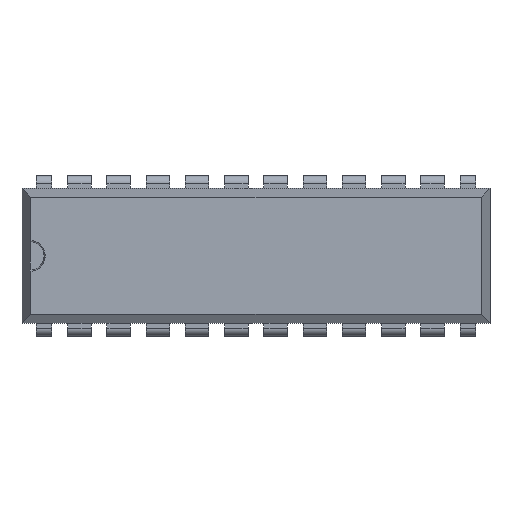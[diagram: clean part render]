
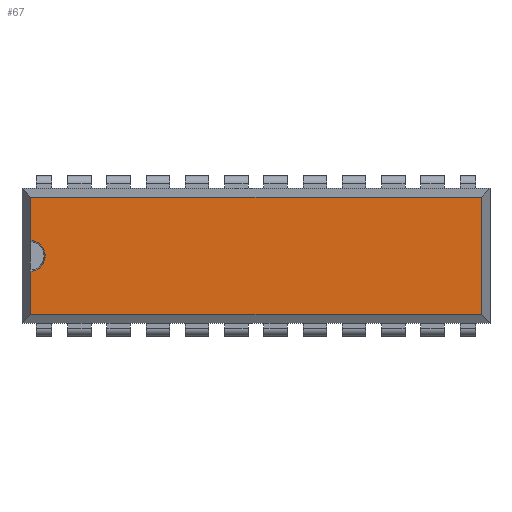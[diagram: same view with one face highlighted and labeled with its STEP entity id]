
A CAD part, top view. The second image highlights one B-rep face of the part: STEP entity #67.
In plain terms, the highlighted planar face has unit normal (0, 0, 1).
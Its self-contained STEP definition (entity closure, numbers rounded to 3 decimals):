
#67=ADVANCED_FACE('',(#3377),#3379,.T.);
#3377=FACE_BOUND('',#3378,.T.);
#3378=EDGE_LOOP('',(#6002,#6003,#6004,#6005,#6006,#6007));
#3379=PLANE('',#3380);
#3380=AXIS2_PLACEMENT_3D('',#3381,#3382,#3383);
#3381=CARTESIAN_POINT('',(1.27,0.71,5.2));
#3382=DIRECTION('',(0.,-0.,1.));
#3383=DIRECTION('',(0.,1.,0.));
#6002=ORIENTED_EDGE('',*,*,#8038,.T.);
#6003=ORIENTED_EDGE('',*,*,#8037,.F.);
#6004=ORIENTED_EDGE('',*,*,#8039,.F.);
#6005=ORIENTED_EDGE('',*,*,#8040,.T.);
#6006=ORIENTED_EDGE('',*,*,#8041,.T.);
#6007=ORIENTED_EDGE('',*,*,#8033,.F.);
#8033=EDGE_CURVE('',#9053,#9055,#9056,.T.);
#8037=EDGE_CURVE('',#9061,#9048,#9063,.T.);
#8038=EDGE_CURVE('',#9053,#9048,#9064,.F.);
#8039=EDGE_CURVE('',#9065,#9061,#9066,.T.);
#8040=EDGE_CURVE('',#9065,#9067,#9068,.T.);
#8041=EDGE_CURVE('',#9067,#9055,#9069,.T.);
#9048=VERTEX_POINT('',#10742);
#9053=VERTEX_POINT('',#10754);
#9055=VERTEX_POINT('',#10761);
#9056=LINE('',#10762,#10763);
#9061=VERTEX_POINT('',#10773);
#9063=LINE('',#10777,#10778);
#9064=CIRCLE('',#10780,1.);
#9065=VERTEX_POINT('',#10784);
#9066=LINE('',#10785,#10786);
#9067=VERTEX_POINT('',#10788);
#9068=LINE('',#10789,#10790);
#9069=LINE('',#10792,#10793);
#10742=CARTESIAN_POINT('',(-0.6,4.083,5.2));
#10754=CARTESIAN_POINT('',(-0.6,6.077,5.2));
#10761=CARTESIAN_POINT('',(-0.6,8.87,5.2));
#10762=CARTESIAN_POINT('',(-0.6,6.077,5.2));
#10763=VECTOR('',#10764,1.);
#10764=DIRECTION('',(0.,1.,0.));
#10773=CARTESIAN_POINT('',(-0.6,1.29,5.2));
#10777=CARTESIAN_POINT('',(-0.6,1.29,5.2));
#10778=VECTOR('',#10779,1.);
#10779=DIRECTION('',(0.,1.,0.));
#10780=AXIS2_PLACEMENT_3D('',#10781,#10782,#10783);
#10781=CARTESIAN_POINT('',(-0.68,5.08,5.2));
#10782=DIRECTION('',(0.,0.,1.));
#10783=DIRECTION('',(0.08,-0.997,0.));
#10784=CARTESIAN_POINT('',(28.54,1.29,5.2));
#10785=CARTESIAN_POINT('',(28.54,1.29,5.2));
#10786=VECTOR('',#10787,1.);
#10787=DIRECTION('',(-1.,0.,0.));
#10788=CARTESIAN_POINT('',(28.54,8.87,5.2));
#10789=CARTESIAN_POINT('',(28.54,1.29,5.2));
#10790=VECTOR('',#10791,1.);
#10791=DIRECTION('',(0.,1.,0.));
#10792=CARTESIAN_POINT('',(28.54,8.87,5.2));
#10793=VECTOR('',#10794,1.);
#10794=DIRECTION('',(-1.,0.,0.));
